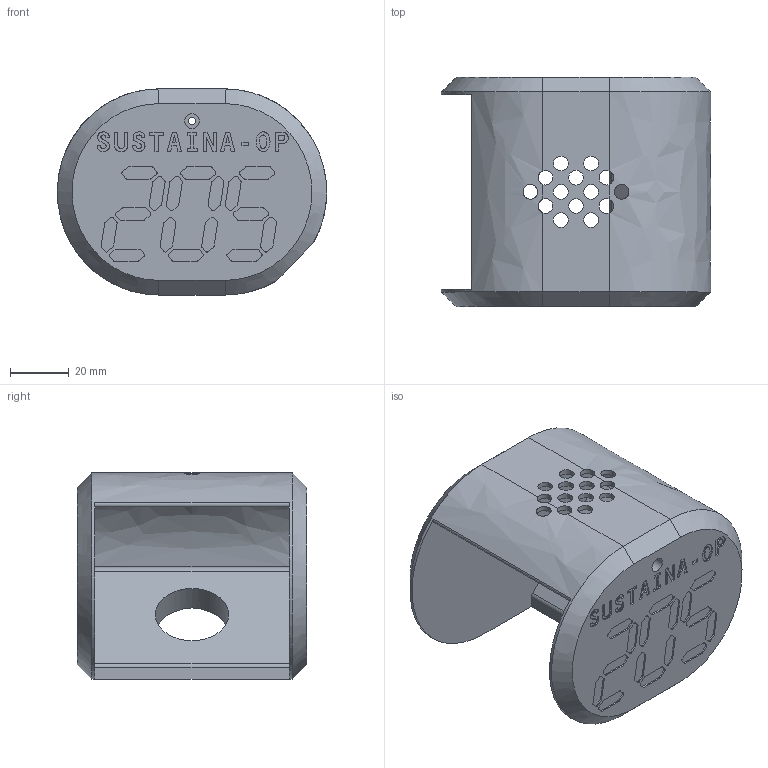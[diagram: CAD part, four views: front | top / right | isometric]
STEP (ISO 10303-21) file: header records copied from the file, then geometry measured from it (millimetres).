
FILE_DESCRIPTION(/* description */ (''),/* implementation_level */ '2;1');
FILE_NAME(/* name */ 'HeadCover_No205.stp',/* time_stamp */ '2024-06-15T22:09:41+09:00',/* author */ ('MasatoKubotera'),/* organization */ (''),/* preprocessor_version */ 'ST-DEVELOPER v20',/* originating_system */ 'Autodesk Inventor 2024',/* authorisation */ '');
FILE_SCHEMA (('AUTOMOTIVE_DESIGN { 1 0 10303 214 3 1 1 }'));
Length unit declared in the file: millimetre
Products named in the file (1): HeadCover
Bounding box: 91.49 x 78 x 70 mm (x, y, z)
Volume: 92321.4 mm3; surface area: 42533.6 mm2
Topology: 1 solids, 1 shells, 746 faces, 2065 edges, 1376 vertices
Faces by surface type: plane 426, cylinder 214, bspline 105, cone 1
Full cylindrical faces by diameter (mm): 2.5 x2, 5 x16, 25 x1
Entity records: 24900 total; most frequent: CARTESIAN_POINT 6027, ORIENTED_EDGE 4130, DIRECTION 3556, EDGE_CURVE 2065, LINE 1398, VECTOR 1398, VERTEX_POINT 1376, AXIS2_PLACEMENT_3D 1079
